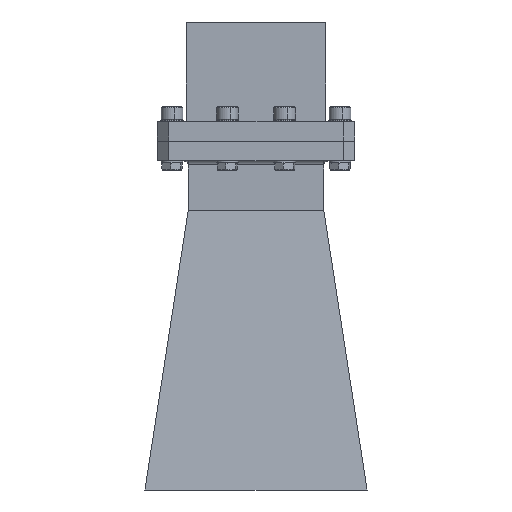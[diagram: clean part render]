
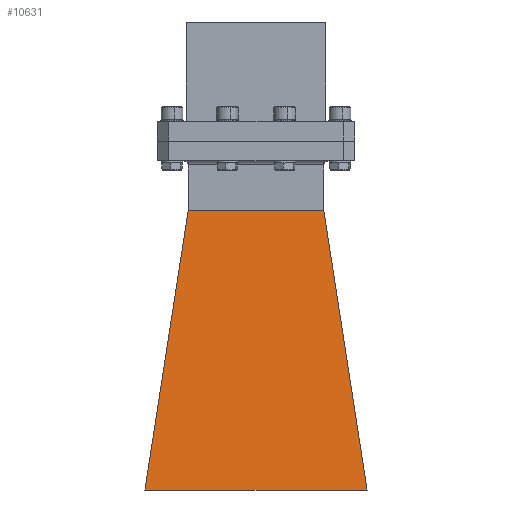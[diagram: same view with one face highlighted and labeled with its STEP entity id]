
A CAD part, front view. The second image highlights one B-rep face of the part: STEP entity #10631.
In plain terms, the highlighted planar face has unit normal (0, -0.994, 0.111).
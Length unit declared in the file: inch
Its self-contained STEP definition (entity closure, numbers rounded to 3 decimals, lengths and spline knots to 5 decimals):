
#2406 = VECTOR ( 'NONE', #25560, 39.37008 ) ;
#3679 = B_SPLINE_CURVE_WITH_KNOTS ( 'NONE', 3,
 ( #20252, #28300, #9653, #4217 ),
 .UNSPECIFIED., .F., .F.,
 ( 4, 4 ),
 ( 0., 1. ),
 .UNSPECIFIED. ) ;
#4207 = LINE ( 'NONE', #31350, #32745 ) ;
#4217 = CARTESIAN_POINT ( 'NONE',  ( -0.856, -0.4585, -0.88 ) ) ;
#4719 = VERTEX_POINT ( 'NONE', #33608 ) ;
#4781 = ORIENTED_EDGE ( 'NONE', *, *, #22502, .F. ) ;
#5809 = EDGE_CURVE ( 'NONE', #7009, #9039, #20393, .T. ) ;
#6930 = CARTESIAN_POINT ( 'NONE',  ( 1.4025, -0.8515, -4.405 ) ) ;
#7009 = VERTEX_POINT ( 'NONE', #30582 ) ;
#7649 = VERTEX_POINT ( 'NONE', #25624 ) ;
#8717 = DIRECTION ( 'NONE',  ( 1., 0., 0. ) ) ;
#9039 = VERTEX_POINT ( 'NONE', #20354 ) ;
#9653 = CARTESIAN_POINT ( 'NONE',  ( -0.28533, -0.4585, -0.88 ) ) ;
#10631 = ADVANCED_FACE ( 'NONE', ( #24570 ), #18971, .T. ) ;
#10953 = CARTESIAN_POINT ( 'NONE',  ( -1.4025, -0.8515, -4.405 ) ) ;
#11807 = EDGE_CURVE ( 'NONE', #4719, #7649, #3679, .T. ) ;
#15114 = EDGE_CURVE ( 'NONE', #9039, #4719, #19203, .T. ) ;
#17893 = DIRECTION ( 'NONE',  ( 0.152, 0.11, 0.982 ) ) ;
#18618 = CARTESIAN_POINT ( 'NONE',  ( 0., -0.35596, 0.03969 ) ) ;
#18971 = PLANE ( 'NONE',  #34653 ) ;
#19203 = LINE ( 'NONE', #6930, #2406 ) ;
#19679 = ORIENTED_EDGE ( 'NONE', *, *, #11807, .T. ) ;
#20252 = CARTESIAN_POINT ( 'NONE',  ( 0.856, -0.4585, -0.88 ) ) ;
#20354 = CARTESIAN_POINT ( 'NONE',  ( 1.4025, -0.8515, -4.405 ) ) ;
#20393 = LINE ( 'NONE', #10953, #30053 ) ;
#20482 = ORIENTED_EDGE ( 'NONE', *, *, #5809, .T. ) ;
#22502 = EDGE_CURVE ( 'NONE', #7009, #7649, #4207, .T. ) ;
#23507 = EDGE_LOOP ( 'NONE', ( #30963, #19679, #4781, #20482 ) ) ;
#24570 = FACE_OUTER_BOUND ( 'NONE', #23507, .T. ) ;
#25560 = DIRECTION ( 'NONE',  ( -0.152, 0.11, 0.982 ) ) ;
#25624 = CARTESIAN_POINT ( 'NONE',  ( -0.856, -0.4585, -0.88 ) ) ;
#26767 = DIRECTION ( 'NONE',  ( 0., -0.994, 0.111 ) ) ;
#28300 = CARTESIAN_POINT ( 'NONE',  ( 0.28533, -0.4585, -0.88 ) ) ;
#30053 = VECTOR ( 'NONE', #8717, 39.37008 ) ;
#30582 = CARTESIAN_POINT ( 'NONE',  ( -1.4025, -0.8515, -4.405 ) ) ;
#30963 = ORIENTED_EDGE ( 'NONE', *, *, #15114, .T. ) ;
#31350 = CARTESIAN_POINT ( 'NONE',  ( -1.4025, -0.8515, -4.405 ) ) ;
#32410 = DIRECTION ( 'NONE',  ( 0., -0.111, -0.994 ) ) ;
#32745 = VECTOR ( 'NONE', #17893, 39.37008 ) ;
#33608 = CARTESIAN_POINT ( 'NONE',  ( 0.856, -0.4585, -0.88 ) ) ;
#34653 = AXIS2_PLACEMENT_3D ( 'NONE', #18618, #26767, #32410 ) ;
